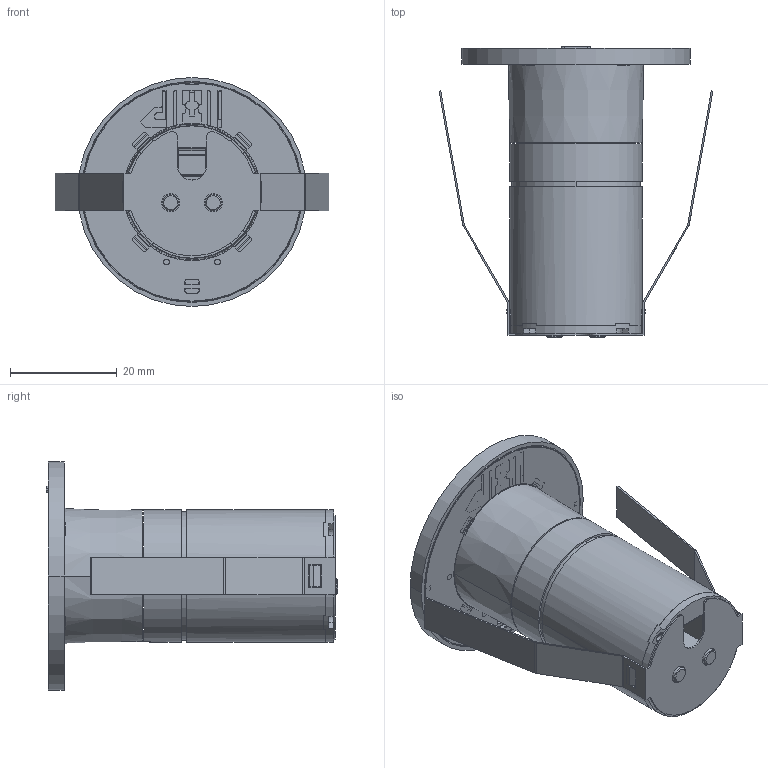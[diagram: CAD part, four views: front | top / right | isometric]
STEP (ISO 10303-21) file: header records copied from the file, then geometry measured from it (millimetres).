
FILE_DESCRIPTION((''),'2;1');
FILE_NAME('0000_COPPER_ASM','2021-05-31T11:28:49',('현상민'),(''),'CREO PARAMETRIC BY PTC INC, 2019080','CREO PARAMETRIC BY PTC INC, 2019080','');
FILE_SCHEMA(('CONFIG_CONTROL_DESIGN'));
Length unit declared in the file: millimetre
Products named in the file (22): 0_FILM_TOP; 0_FILM_TAPE; 00_FILM_ASSY_ASM; DECO_RING; 0_CASE_TOP; 0_WALL; 0_TAPE_PRINT; PCB_BRACKET_2; 0_PC_SHEET; 0_PC_SHEET_TAPE; 0_TAPE_TOP; BUTTON; 00_CASE_TOP_ASSY_ASM; 000_CASE_TOP_ASM; 0_CASE_BOTTOM; 0_CAP_LOWER; M1_4_TAP; 00_CASE_BOTTOM_ASM; M1_4_SM; SOCKET_B; 0_RUBBER; 0000_COPPER_ASM
Assembly tree (23 placements, depth 4):
  0000_COPPER_ASM
    000_CASE_TOP_ASM
      00_FILM_ASSY_ASM
        0_FILM_TOP
        0_FILM_TAPE
      DECO_RING
      00_CASE_TOP_ASSY_ASM
        0_CASE_TOP
        0_WALL
        0_TAPE_PRINT
        PCB_BRACKET_2
        0_PC_SHEET
        0_PC_SHEET_TAPE
        0_TAPE_TOP
        BUTTON
    00_CASE_BOTTOM_ASM
      0_CASE_BOTTOM
      0_CAP_LOWER
      M1_4_TAP  x3
    M1_4_SM
    SOCKET_B
    0_RUBBER
Bounding box: 51.41 x 54.8 x 43 mm (x, y, z)
Volume: 14537.5 mm3; surface area: 31800.1 mm2
Topology: 25 solids, 28 shells, 1520 faces, 4117 edges, 2690 vertices
Faces by surface type: plane 704, cylinder 327, cone 327, bspline 100, torus 46, extrusion 12, sphere 2, revolution 2
Entity records: 53510 total; most frequent: CARTESIAN_POINT 15178, ORIENTED_EDGE 8072, DIRECTION 7777, EDGE_CURVE 4093, AXIS2_PLACEMENT_3D 2843, VERTEX_POINT 2674, VECTOR 2089, LINE 2077
